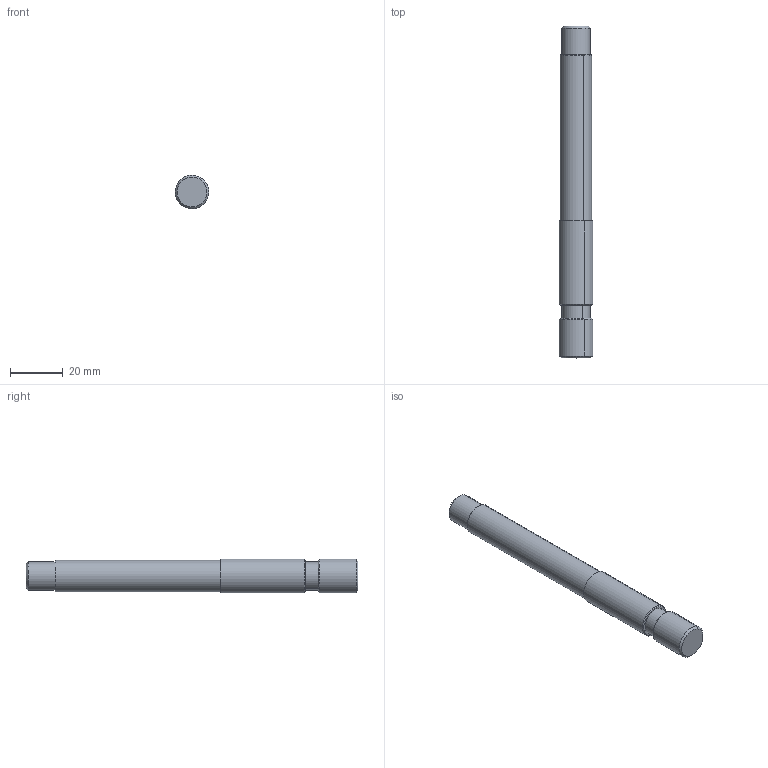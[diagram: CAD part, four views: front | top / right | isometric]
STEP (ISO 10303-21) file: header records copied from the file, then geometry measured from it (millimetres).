
FILE_DESCRIPTION(('CATIA V5 STEP Exchange'),'2;1');
FILE_NAME('axe truck ralonge 10mm.stp','2018-08-23T09:33:09+00:00',('none'),('none'),'CATIA Version 5 Release 17 (IN-10)','CATIA V5 STEP AP203','none');
FILE_SCHEMA(('CONFIG_CONTROL_DESIGN'));
Length unit declared in the file: millimetre
Products named in the file (1): axe +10mm
Bounding box: 12.8 x 126 x 12.8 mm (x, y, z)
Volume: 14581 mm3; surface area: 5081.9 mm2
Topology: 1 solids, 1 shells, 26 faces, 50 edges, 30 vertices
Faces by surface type: cone 10, cylinder 10, plane 6
Entity records: 621 total; most frequent: ORIENTED_EDGE 100, CARTESIAN_POINT 96, DIRECTION 80, EDGE_CURVE 50, AXIS2_PLACEMENT_3D 46, CIRCLE 30, EDGE_LOOP 30, VERTEX_POINT 30
